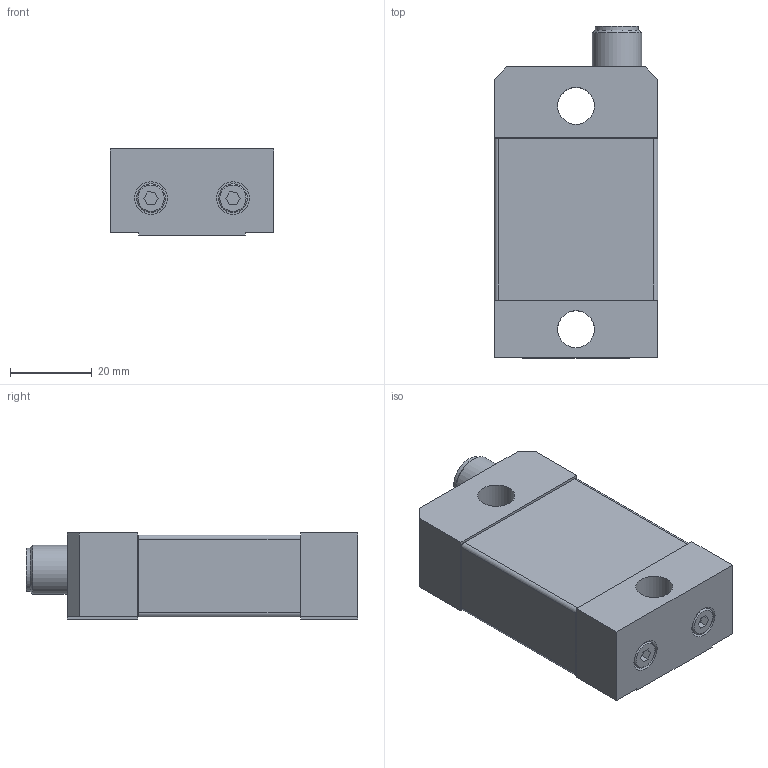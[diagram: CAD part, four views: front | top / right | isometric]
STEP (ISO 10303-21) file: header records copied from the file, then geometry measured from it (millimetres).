
FILE_DESCRIPTION( ( 'Unknown' ), '1' );
FILE_NAME( 'DST55R-28.stp', 'Unknown', ( 'Unknown' ), ( 'Unknown' ), 'PSStep 19.0.9', 'Unknown', ' ' );
FILE_SCHEMA( ( 'AUTOMOTIVE_DESIGN { 1 0 10303 214 1 1 1 1 }' ) );
Length unit declared in the file: millimetre
Products named in the file (1): 11191008
Bounding box: 40 x 81 x 21 mm (x, y, z)
Volume: 51942.6 mm3; surface area: 23949.2 mm2
Topology: 1 solids, 7 shells, 650 faces, 1616 edges, 1003 vertices
Faces by surface type: plane 353, cylinder 162, cone 53, bspline 48, torus 34
Full cylindrical faces by diameter (mm): 4 x2, 4.5 x2, 6 x1, 7 x2, 8 x2, 9 x2, 9.4 x4, 9.45 x5, 10.5 x1, 12 x1
Entity records: 27446 total; most frequent: CARTESIAN_POINT 7084, DIRECTION 3166, ORIENTED_EDGE 3108, EDGE_CURVE 1554, AXIS2_PLACEMENT_3D 1103, VERTEX_POINT 979, LINE 960, VECTOR 960
